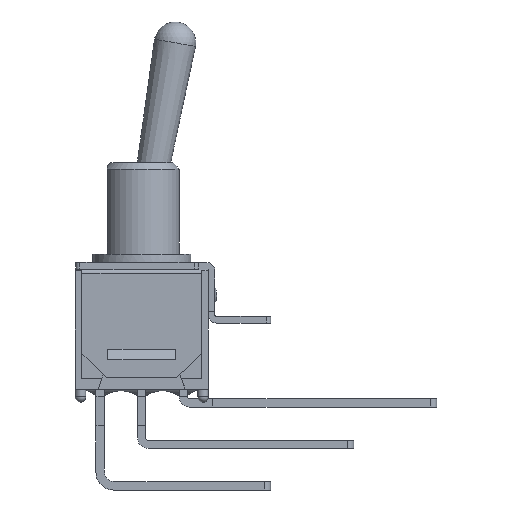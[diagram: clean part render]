
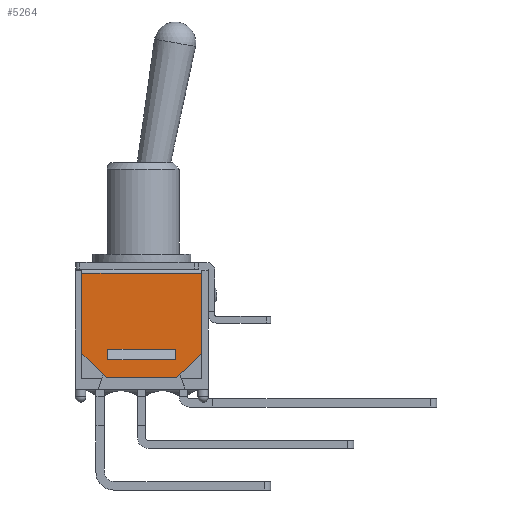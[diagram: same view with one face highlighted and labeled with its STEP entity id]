
A CAD part, front view. The second image highlights one B-rep face of the part: STEP entity #5264.
In plain terms, the highlighted planar face has unit normal (0, -1, 0).
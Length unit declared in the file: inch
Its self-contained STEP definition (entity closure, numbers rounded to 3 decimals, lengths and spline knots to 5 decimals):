
#3336=CARTESIAN_POINT('',(-0.0813,-0.1,0.07034));
#3337=VERTEX_POINT('',#3336);
#3344=CARTESIAN_POINT('',(-0.0813,-0.1,0.09567));
#3345=VERTEX_POINT('',#3344);
#3352=CARTESIAN_POINT('',(-0.0813,-0.1,0.07034));
#3353=DIRECTION('',(0.0,0.0,1.0));
#3354=VECTOR('',#3353,0.02533);
#3355=LINE('',#3352,#3354);
#3356=EDGE_CURVE('',#3337,#3345,#3355,.T.);
#3702=CARTESIAN_POINT('',(-0.1437,-0.1,0.27874));
#3703=VERTEX_POINT('',#3702);
#3711=CARTESIAN_POINT('',(0.1437,-0.1,0.27874));
#3712=VERTEX_POINT('',#3711);
#3713=CARTESIAN_POINT('',(-0.1437,-0.1,0.27874));
#3714=DIRECTION('',(1.0,0.0,0.0));
#3715=VECTOR('',#3714,0.2874);
#3716=LINE('',#3713,#3715);
#3717=EDGE_CURVE('',#3703,#3712,#3716,.T.);
#3762=CARTESIAN_POINT('',(0.1437,-0.1,0.08661));
#3763=VERTEX_POINT('',#3762);
#3764=CARTESIAN_POINT('',(0.1437,-0.1,0.08661));
#3765=DIRECTION('',(0.0,0.0,1.0));
#3766=VECTOR('',#3765,0.19213);
#3767=LINE('',#3764,#3766);
#3768=EDGE_CURVE('',#3763,#3712,#3767,.T.);
#3803=CARTESIAN_POINT('',(-0.1437,-0.1,0.08661));
#3804=VERTEX_POINT('',#3803);
#3811=CARTESIAN_POINT('',(-0.1437,-0.1,0.27874));
#3812=DIRECTION('',(0.0,0.0,-1.0));
#3813=VECTOR('',#3812,0.19213);
#3814=LINE('',#3811,#3813);
#3815=EDGE_CURVE('',#3703,#3804,#3814,.T.);
#3953=CARTESIAN_POINT('',(0.08465,-0.1,0.02756));
#3954=VERTEX_POINT('',#3953);
#3955=CARTESIAN_POINT('',(0.08465,-0.1,0.02756));
#3956=DIRECTION('',(0.707,0.0,0.707));
#3957=VECTOR('',#3956,0.08352);
#3958=LINE('',#3955,#3957);
#3959=EDGE_CURVE('',#3954,#3763,#3958,.T.);
#4016=CARTESIAN_POINT('',(-0.08465,-0.1,0.02756));
#4017=VERTEX_POINT('',#4016);
#4024=CARTESIAN_POINT('',(-0.1437,-0.1,0.08661));
#4025=DIRECTION('',(0.707,0.0,-0.707));
#4026=VECTOR('',#4025,0.08352);
#4027=LINE('',#4024,#4026);
#4028=EDGE_CURVE('',#3804,#4017,#4027,.T.);
#4090=CARTESIAN_POINT('',(0.0813,-0.1,0.07034));
#4091=VERTEX_POINT('',#4090);
#4100=CARTESIAN_POINT('',(0.0813,-0.1,0.09567));
#4101=VERTEX_POINT('',#4100);
#4102=CARTESIAN_POINT('',(0.0813,-0.1,0.09567));
#4103=DIRECTION('',(0.0,0.0,-1.0));
#4104=VECTOR('',#4103,0.02533);
#4105=LINE('',#4102,#4104);
#4106=EDGE_CURVE('',#4101,#4091,#4105,.T.);
#4129=CARTESIAN_POINT('',(-0.0813,-0.1,0.09567));
#4130=DIRECTION('',(1.0,0.0,0.0));
#4131=VECTOR('',#4130,0.1626);
#4132=LINE('',#4129,#4131);
#4133=EDGE_CURVE('',#3345,#4101,#4132,.T.);
#4145=CARTESIAN_POINT('',(0.08465,-0.1,0.02756));
#4146=DIRECTION('',(-1.0,0.0,0.0));
#4147=VECTOR('',#4146,0.16929);
#4148=LINE('',#4145,#4147);
#4149=EDGE_CURVE('',#3954,#4017,#4148,.T.);
#4754=CARTESIAN_POINT('',(-0.0813,-0.1,0.07034));
#4755=DIRECTION('',(1.0,0.0,0.0));
#4756=VECTOR('',#4755,0.1626);
#4757=LINE('',#4754,#4756);
#4758=EDGE_CURVE('',#3337,#4091,#4757,.T.);
#5245=CARTESIAN_POINT('',(-0.15807,-0.1,0.2913));
#5246=DIRECTION('',(0.0,-1.0,0.0));
#5247=DIRECTION('',(0.0,0.0,-1.0));
#5248=AXIS2_PLACEMENT_3D('',#5245,#5246,#5247);
#5249=PLANE('',#5248);
#5250=ORIENTED_EDGE('',*,*,#3717,.F.);
#5251=ORIENTED_EDGE('',*,*,#3815,.T.);
#5252=ORIENTED_EDGE('',*,*,#4028,.T.);
#5253=ORIENTED_EDGE('',*,*,#4149,.F.);
#5254=ORIENTED_EDGE('',*,*,#3959,.T.);
#5255=ORIENTED_EDGE('',*,*,#3768,.T.);
#5256=EDGE_LOOP('',(#5250,#5251,#5252,#5253,#5254,#5255));
#5257=FACE_OUTER_BOUND('',#5256,.T.);
#5258=ORIENTED_EDGE('',*,*,#4758,.F.);
#5259=ORIENTED_EDGE('',*,*,#3356,.T.);
#5260=ORIENTED_EDGE('',*,*,#4133,.T.);
#5261=ORIENTED_EDGE('',*,*,#4106,.T.);
#5262=EDGE_LOOP('',(#5258,#5259,#5260,#5261));
#5263=FACE_BOUND('',#5262,.T.);
#5264=ADVANCED_FACE('',(#5257,#5263),#5249,.T.);
